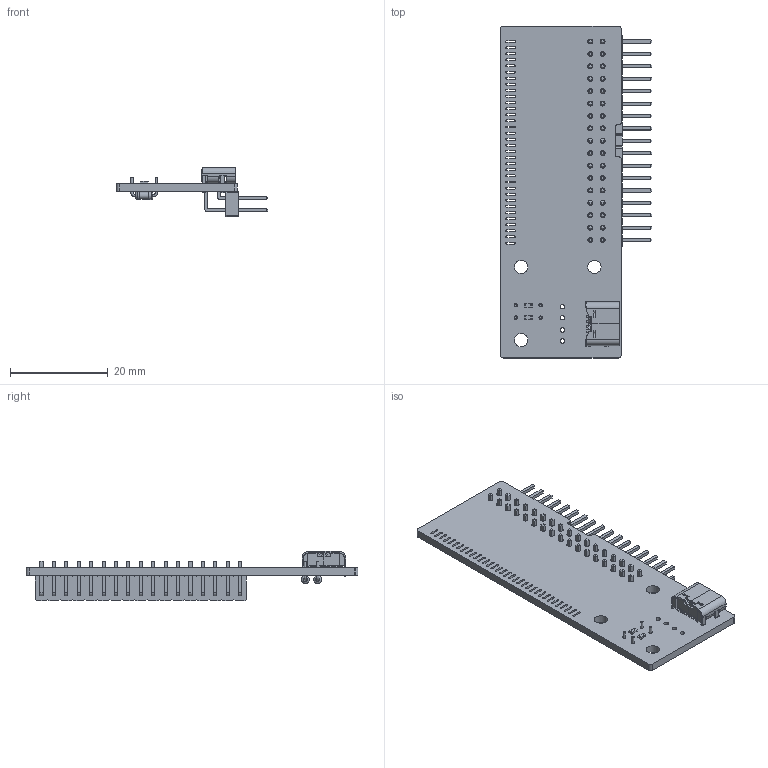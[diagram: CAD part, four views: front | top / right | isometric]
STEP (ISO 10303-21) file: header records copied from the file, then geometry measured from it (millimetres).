
FILE_DESCRIPTION(('KiCad electronic assembly'),'2;1');
FILE_NAME('X68k-compact-fdd-adapter.step','2025-04-27T20:17:41',( 'Pcbnew'),('Kicad'),'Open CASCADE STEP processor 7.7', 'KiCad to STEP converter','Unknown');
FILE_SCHEMA(('AUTOMOTIVE_DESIGN { 1 0 10303 214 1 1 1 1 }'));
Length unit declared in the file: millimetre
Products named in the file (10): X68k-compact-fdd-adapter 1; USB_C_Receptacle_GCT_USB4125-xx-x-0190_6P_TopMnt_Horizontal; USB_C_Receptacle_GCT_USB4125-xx-x_6P_TopMnt_Horizontal; R_0603_1608Metric; R_Axial_DIN0204_L3.6mm_D1.6mm_P5.08mm_Horizontal; R_Axial_DIN0204_L36mm_D16mm_P508mm_Horizontal; PinHeader_2x17_P2.54mm_Horizontal; PinHeader_2x17_P254mm_Horizontal; X68k-compact-fdd-adapter_PCB
Assembly tree (11 placements, depth 3):
  X68k-compact-fdd-adapter 1
    USB_C_Receptacle_GCT_USB4125-xx-x-0190_6P_TopMnt_Horizontal
      USB_C_Receptacle_GCT_USB4125-xx-x_6P_TopMnt_Horizontal
    R_0603_1608Metric  x2
      R_0603_1608Metric
    R_Axial_DIN0204_L3.6mm_D1.6mm_P5.08mm_Horizontal  x2
      R_Axial_DIN0204_L36mm_D16mm_P508mm_Horizontal
    PinHeader_2x17_P2.54mm_Horizontal
      PinHeader_2x17_P254mm_Horizontal
    X68k-compact-fdd-adapter_PCB
Bounding box: 31 x 67.94 x 10.04 mm (x, y, z)
Volume: 3416.4 mm3; surface area: 6470.3 mm2
Topology: 22 solids, 22 shells, 1673 faces, 4197 edges, 2642 vertices
Faces by surface type: plane 1356, cylinder 307, torus 8, cone 2
Full cylindrical faces by diameter (mm): 0.5 x4, 0.7 x4, 0.8 x2, 0.9 x4, 1 x34, 1.44 x2, 1.6 x4, 2.7 x3
Entity records: 58506 total; most frequent: CARTESIAN_POINT 8534, ORIENTED_EDGE 8228, DIRECTION 7994, EDGE_CURVE 4106, LINE 3502, VECTOR 3502, VERTEX_POINT 2584, AXIS2_PLACEMENT_3D 2246
